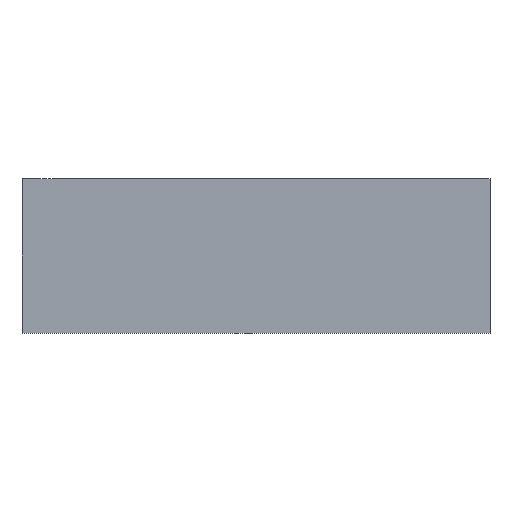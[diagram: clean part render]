
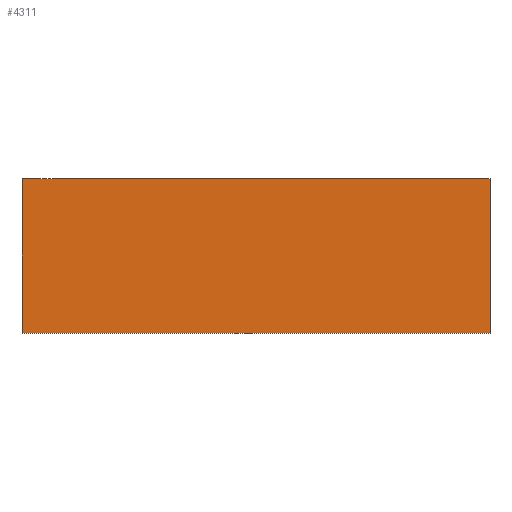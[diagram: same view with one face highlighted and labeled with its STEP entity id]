
A CAD part, front view. The second image highlights one B-rep face of the part: STEP entity #4311.
In plain terms, the highlighted planar face has unit normal (0, -1, 0).
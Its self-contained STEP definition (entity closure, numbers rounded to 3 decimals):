
#4143=CARTESIAN_POINT('',(-0.,0.,65.));
#4144=VERTEX_POINT('',#4143);
#4159=CARTESIAN_POINT('',(-0.,0.,0.));
#4160=VERTEX_POINT('',#4159);
#4167=CARTESIAN_POINT('',(-0.,0.,65.));
#4168=DIRECTION('',(0.,0.,-1.));
#4169=VECTOR('',#4168,65.);
#4170=LINE('',#4167,#4169);
#4171=EDGE_CURVE('',#4144,#4160,#4170,.T.);
#4244=CARTESIAN_POINT('',(197.5,0.,65.));
#4245=VERTEX_POINT('',#4244);
#4262=CARTESIAN_POINT('',(0.,0.,65.));
#4263=DIRECTION('',(1.,0.,-0.));
#4264=VECTOR('',#4263,197.5);
#4265=LINE('',#4262,#4264);
#4266=EDGE_CURVE('',#4144,#4245,#4265,.T.);
#4277=CARTESIAN_POINT('',(197.5,0.,0.));
#4278=VERTEX_POINT('',#4277);
#4285=CARTESIAN_POINT('',(0.,0.,0.));
#4286=DIRECTION('',(1.,0.,-0.));
#4287=VECTOR('',#4286,197.5);
#4288=LINE('',#4285,#4287);
#4289=EDGE_CURVE('',#4160,#4278,#4288,.T.);
#4295=CARTESIAN_POINT('',(165.,0.,65.));
#4296=DIRECTION('',(0.,1.,0.));
#4297=DIRECTION('',(0.,0.,1.));
#4298=AXIS2_PLACEMENT_3D('',#4295,#4296,#4297);
#4299=PLANE('',#4298);
#4300=ORIENTED_EDGE('',*,*,#4289,.T.);
#4301=CARTESIAN_POINT('',(197.5,0.,0.));
#4302=DIRECTION('',(0.,0.,1.));
#4303=VECTOR('',#4302,65.);
#4304=LINE('',#4301,#4303);
#4305=EDGE_CURVE('',#4278,#4245,#4304,.T.);
#4306=ORIENTED_EDGE('',*,*,#4305,.T.);
#4307=ORIENTED_EDGE('',*,*,#4266,.F.);
#4308=ORIENTED_EDGE('',*,*,#4171,.T.);
#4309=EDGE_LOOP('',(#4300,#4306,#4307,#4308));
#4310=FACE_BOUND('',#4309,.T.);
#4311=ADVANCED_FACE('',(#4310),#4299,.F.);
